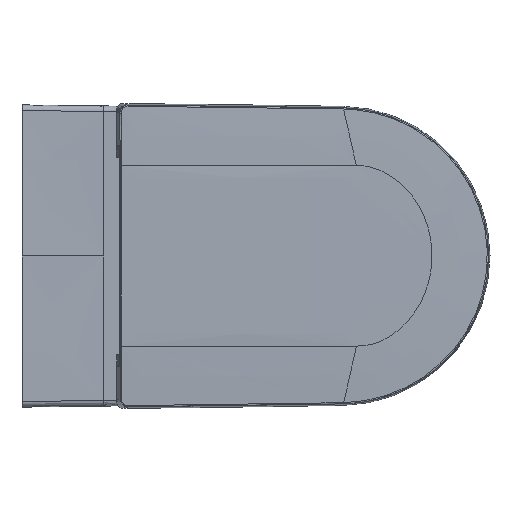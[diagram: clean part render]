
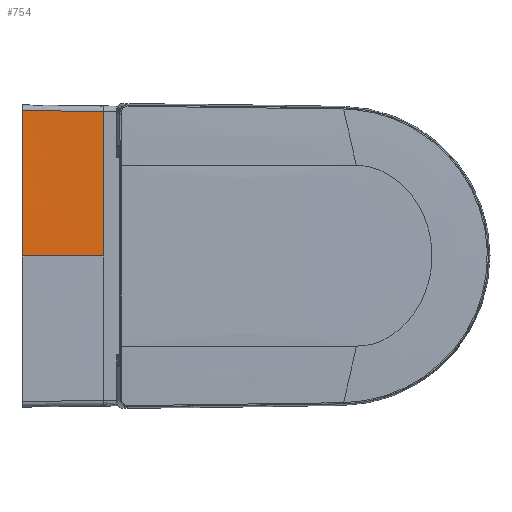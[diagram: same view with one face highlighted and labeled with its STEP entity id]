
A CAD part, top view. The second image highlights one B-rep face of the part: STEP entity #754.
In plain terms, the highlighted free-form (B-spline) face has degree [3, 3] with [4, 4] control points.
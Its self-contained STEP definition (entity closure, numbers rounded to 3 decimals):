
#167=CARTESIAN_POINT('',(100.,177.053,0.));
#168=VERTEX_POINT('',#167);
#169=CARTESIAN_POINT('',(100.0,0.0,0.0));
#170=VERTEX_POINT('',#169);
#171=CARTESIAN_POINT('',(100.0,177.053,0.0));
#172=DIRECTION('',(0.0,-1.0,0.0));
#173=VECTOR('',#172,177.053);
#174=LINE('',#171,#173);
#175=EDGE_CURVE('',#168,#170,#174,.T.);
#696=CARTESIAN_POINT('',(100.0,0.,0.));
#697=CARTESIAN_POINT('',(100.0,59.078,0.));
#698=CARTESIAN_POINT('',(100.0,118.156,0.));
#699=CARTESIAN_POINT('',(100.0,177.235,0.));
#700=CARTESIAN_POINT('',(66.66,0.,0.));
#701=CARTESIAN_POINT('',(66.661,59.215,0.));
#702=CARTESIAN_POINT('',(66.663,118.429,0.));
#703=CARTESIAN_POINT('',(66.666,177.644,0.));
#704=CARTESIAN_POINT('',(33.327,0.,0.667));
#705=CARTESIAN_POINT('',(33.327,59.354,0.667));
#706=CARTESIAN_POINT('',(33.331,118.71,0.87));
#707=CARTESIAN_POINT('',(33.333,178.054,0.103));
#708=CARTESIAN_POINT('',(0.,0.,2.0));
#709=CARTESIAN_POINT('',(0.,59.492,2.0));
#710=CARTESIAN_POINT('',(0.,118.984,1.386));
#711=CARTESIAN_POINT('',(0.,178.463,0.159));
#712=B_SPLINE_SURFACE_WITH_KNOTS('',3,3,((#696,#700,#704,#708),(#697,#701,#705,#709),(#698,#702,#706,#710),(#699,#703,#707,#711)),.UNSPECIFIED.,.F.,.F.,.U.,(4,4),(4,4),(0.0,177.854),(0.,100.024),.UNSPECIFIED.);
#713=CARTESIAN_POINT('',(0.,0.,2.0));
#714=VERTEX_POINT('',#713);
#715=CARTESIAN_POINT('',(0.,178.463,0.159));
#716=VERTEX_POINT('',#715);
#717=CARTESIAN_POINT('',(0.,-0.001,-8648.089));
#718=DIRECTION('',(-1.,0.,0.));
#719=DIRECTION('',(0.,0.021,1.));
#720=AXIS2_PLACEMENT_3D('',#717,#718,#719);
#721=CIRCLE('',#720,8650.089);
#722=EDGE_CURVE('',#714,#716,#721,.T.);
#723=ORIENTED_EDGE('',*,*,#722,.F.);
#724=CARTESIAN_POINT('',(100.0,0.,0.));
#725=CARTESIAN_POINT('',(79.996,0.,0.));
#726=CARTESIAN_POINT('',(59.994,0.,0.2));
#727=CARTESIAN_POINT('',(39.994,0.,0.6));
#728=CARTESIAN_POINT('',(19.996,0.,1.2));
#729=CARTESIAN_POINT('',(0.,0.,2.0));
#730=B_SPLINE_CURVE_WITH_KNOTS('',5,(#724,#725,#726,#727,#728,#729),.UNSPECIFIED.,.F.,.U.,(6,6),(0.,100.024),.UNSPECIFIED.);
#731=EDGE_CURVE('',#714,#170,#730,.F.);
#732=ORIENTED_EDGE('',*,*,#731,.T.);
#733=ORIENTED_EDGE('',*,*,#175,.F.);
#734=CARTESIAN_POINT('',(0.,178.463,0.159));
#735=CARTESIAN_POINT('',(10.035,178.32,0.142));
#736=CARTESIAN_POINT('',(20.071,178.174,0.122));
#737=CARTESIAN_POINT('',(30.1,178.026,0.1));
#738=CARTESIAN_POINT('',(45.126,177.806,0.068));
#739=CARTESIAN_POINT('',(60.124,177.59,0.04));
#740=CARTESIAN_POINT('',(65.121,177.519,0.031));
#741=CARTESIAN_POINT('',(73.477,177.402,0.018));
#742=CARTESIAN_POINT('',(81.824,177.289,0.009));
#743=CARTESIAN_POINT('',(85.18,177.244,0.006));
#744=CARTESIAN_POINT('',(90.163,177.178,0.002));
#745=CARTESIAN_POINT('',(95.141,177.114,0.001));
#746=CARTESIAN_POINT('',(96.761,177.094,0.));
#747=CARTESIAN_POINT('',(98.381,177.073,0.));
#748=CARTESIAN_POINT('',(100.0,177.053,0.));
#749=B_SPLINE_CURVE_WITH_KNOTS('',5,(#734,#735,#736,#737,#738,#739,#740,#741,#742,#743,#744,#745,#746,#747,#748),.UNSPECIFIED.,.F.,.U.,(6,3,3,3,6),(53.893,123.297,157.998,181.364,192.7),.UNSPECIFIED.);
#750=EDGE_CURVE('',#716,#168,#749,.T.);
#751=ORIENTED_EDGE('',*,*,#750,.F.);
#752=EDGE_LOOP('',(#723,#732,#733,#751));
#753=FACE_OUTER_BOUND('',#752,.T.);
#754=ADVANCED_FACE('',(#753),#712,.T.);
